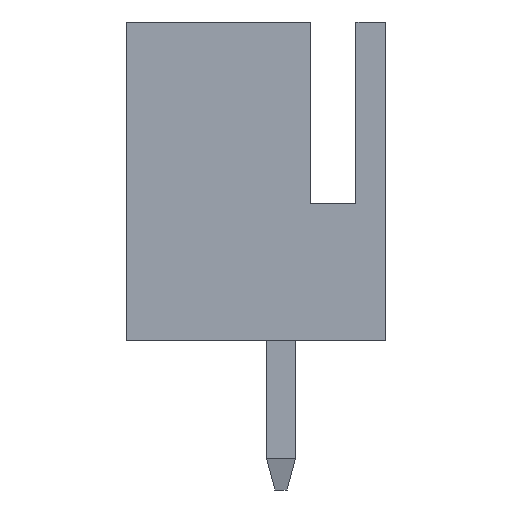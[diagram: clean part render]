
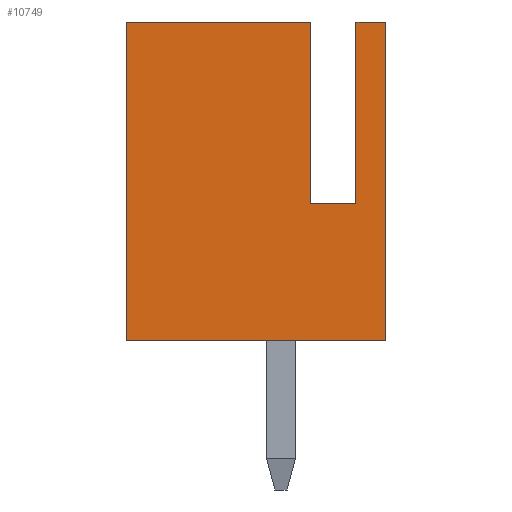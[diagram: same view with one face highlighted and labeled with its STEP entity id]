
A CAD part, left-side view. The second image highlights one B-rep face of the part: STEP entity #10749.
In plain terms, the highlighted planar face has unit normal (-1, 0, 0).
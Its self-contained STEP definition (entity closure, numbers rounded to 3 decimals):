
#106 = DIRECTION ( 'NONE',  ( 1., 0., 0. ) ) ;
#197 = VERTEX_POINT ( 'NONE', #3684 ) ;
#468 = CARTESIAN_POINT ( 'NONE',  ( -12.55, 5.7, 0. ) ) ;
#564 = VECTOR ( 'NONE', #947, 1000. ) ;
#633 = EDGE_CURVE ( 'NONE', #5391, #4331, #8814, .T. ) ;
#792 = CARTESIAN_POINT ( 'NONE',  ( -12.55, 5.7, 7. ) ) ;
#831 = CARTESIAN_POINT ( 'NONE',  ( -12.55, 5.7, 7. ) ) ;
#884 = LINE ( 'NONE', #10435, #2561 ) ;
#947 = DIRECTION ( 'NONE',  ( 0., -1., 0. ) ) ;
#1004 = EDGE_CURVE ( 'NONE', #10301, #8297, #884, .T. ) ;
#1204 = CARTESIAN_POINT ( 'NONE',  ( -12.55, 0., 7. ) ) ;
#1566 = ORIENTED_EDGE ( 'NONE', *, *, #6000, .T. ) ;
#1679 = LINE ( 'NONE', #792, #6895 ) ;
#1836 = EDGE_CURVE ( 'NONE', #197, #10301, #2499, .T. ) ;
#1835 = LINE ( 'NONE', #8342, #564 ) ;
#2289 = LINE ( 'NONE', #6592, #5935 ) ;
#2499 = LINE ( 'NONE', #831, #8549 ) ;
#2561 = VECTOR ( 'NONE', #6691, 1000. ) ;
#2710 = CARTESIAN_POINT ( 'NONE',  ( -12.55, 0., 0. ) ) ;
#2725 = VERTEX_POINT ( 'NONE', #6578 ) ;
#2891 = CARTESIAN_POINT ( 'NONE',  ( -12.55, 0.65, 7. ) ) ;
#3086 = ORIENTED_EDGE ( 'NONE', *, *, #5639, .F. ) ;
#3291 = PLANE ( 'NONE',  #5764 ) ;
#3684 = CARTESIAN_POINT ( 'NONE',  ( -12.55, 5.7, 7. ) ) ;
#3890 = DIRECTION ( 'NONE',  ( 0., 0., 1. ) ) ;
#4180 = DIRECTION ( 'NONE',  ( 0., 0., -1. ) ) ;
#4331 = VERTEX_POINT ( 'NONE', #5874 ) ;
#4338 = EDGE_CURVE ( 'NONE', #197, #5391, #1835, .T. ) ;
#4541 = VECTOR ( 'NONE', #5177, 1000. ) ;
#5087 = EDGE_CURVE ( 'NONE', #2725, #6548, #1679, .T. ) ;
#5160 = VECTOR ( 'NONE', #7266, 1000. ) ;
#5177 = DIRECTION ( 'NONE',  ( 0., 0., -1. ) ) ;
#5237 = CARTESIAN_POINT ( 'NONE',  ( -12.55, 0., 7. ) ) ;
#5383 = ORIENTED_EDGE ( 'NONE', *, *, #5087, .F. ) ;
#5391 = VERTEX_POINT ( 'NONE', #9347 ) ;
#5503 = CARTESIAN_POINT ( 'NONE',  ( -12.55, 1.65, 7. ) ) ;
#5560 = LINE ( 'NONE', #2891, #6106 ) ;
#5605 = DIRECTION ( 'NONE',  ( 0., 1., 0. ) ) ;
#5639 = EDGE_CURVE ( 'NONE', #7966, #2725, #5560, .T. ) ;
#5662 = DIRECTION ( 'NONE',  ( 0., -1., 0. ) ) ;
#5764 = AXIS2_PLACEMENT_3D ( 'NONE', #8333, #106, #4180 ) ;
#5834 = EDGE_CURVE ( 'NONE', #6548, #8297, #9368, .T. ) ;
#5874 = CARTESIAN_POINT ( 'NONE',  ( -12.55, 1.65, 3. ) ) ;
#5935 = VECTOR ( 'NONE', #5605, 1000. ) ;
#6000 = EDGE_CURVE ( 'NONE', #7966, #4331, #2289, .T. ) ;
#6106 = VECTOR ( 'NONE', #3890, 1000. ) ;
#6548 = VERTEX_POINT ( 'NONE', #1204 ) ;
#6578 = CARTESIAN_POINT ( 'NONE',  ( -12.55, 0.65, 7. ) ) ;
#6592 = CARTESIAN_POINT ( 'NONE',  ( -12.55, 5.7, 3. ) ) ;
#6646 = EDGE_LOOP ( 'NONE', ( #3086, #1566, #10048, #8664, #7864, #10752, #6750, #5383 ) ) ;
#6691 = DIRECTION ( 'NONE',  ( 0., -1., 0. ) ) ;
#6750 = ORIENTED_EDGE ( 'NONE', *, *, #5834, .F. ) ;
#6895 = VECTOR ( 'NONE', #5662, 1000. ) ;
#7266 = DIRECTION ( 'NONE',  ( 0., 0., -1. ) ) ;
#7521 = DIRECTION ( 'NONE',  ( 0., 0., -1. ) ) ;
#7864 = ORIENTED_EDGE ( 'NONE', *, *, #1836, .T. ) ;
#7966 = VERTEX_POINT ( 'NONE', #10658 ) ;
#8297 = VERTEX_POINT ( 'NONE', #2710 ) ;
#8333 = CARTESIAN_POINT ( 'NONE',  ( -12.55, 5.7, 7. ) ) ;
#8342 = CARTESIAN_POINT ( 'NONE',  ( -12.55, 5.7, 7. ) ) ;
#8549 = VECTOR ( 'NONE', #7521, 1000. ) ;
#8664 = ORIENTED_EDGE ( 'NONE', *, *, #4338, .F. ) ;
#8814 = LINE ( 'NONE', #5503, #5160 ) ;
#9276 = FACE_OUTER_BOUND ( 'NONE', #6646, .T. ) ;
#9347 = CARTESIAN_POINT ( 'NONE',  ( -12.55, 1.65, 7. ) ) ;
#9368 = LINE ( 'NONE', #5237, #4541 ) ;
#10048 = ORIENTED_EDGE ( 'NONE', *, *, #633, .F. ) ;
#10301 = VERTEX_POINT ( 'NONE', #468 ) ;
#10435 = CARTESIAN_POINT ( 'NONE',  ( -12.55, 5.7, 0. ) ) ;
#10658 = CARTESIAN_POINT ( 'NONE',  ( -12.55, 0.65, 3. ) ) ;
#10749 = ADVANCED_FACE ( 'NONE', ( #9276 ), #3291, .F. ) ;
#10752 = ORIENTED_EDGE ( 'NONE', *, *, #1004, .T. ) ;
